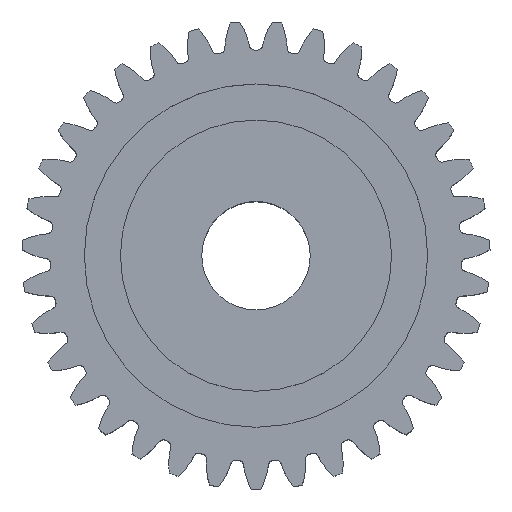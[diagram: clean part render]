
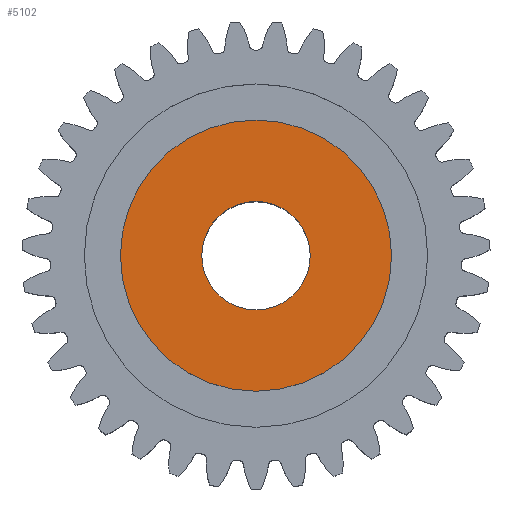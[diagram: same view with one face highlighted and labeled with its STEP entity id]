
A CAD part, top view. The second image highlights one B-rep face of the part: STEP entity #5102.
In plain terms, the highlighted planar face has unit normal (0, 0, 1).
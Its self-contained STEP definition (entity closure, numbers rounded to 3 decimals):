
#778 = CIRCLE ( 'NONE', #837, 3. ) ;
#825 = DIRECTION ( 'NONE',  ( 1., 0., 0. ) ) ;
#837 = AXIS2_PLACEMENT_3D ( 'NONE', #847, #846, #825 ) ;
#846 = DIRECTION ( 'NONE',  ( 0., 0., 1. ) ) ;
#847 = CARTESIAN_POINT ( 'NONE',  ( 0., 0., 6. ) ) ;
#1280 = PLANE ( 'NONE',  #1299 ) ;
#1281 = FACE_OUTER_BOUND ( 'NONE', #5157, .T. ) ;
#1285 = FACE_BOUND ( 'NONE', #5159, .T. ) ;
#1292 = CARTESIAN_POINT ( 'NONE',  ( 0., 0., 6. ) ) ;
#1297 = CIRCLE ( 'NONE', #1385, 7.5 ) ;
#1299 = AXIS2_PLACEMENT_3D ( 'NONE', #1292, #1384, #1383 ) ;
#1376 = DIRECTION ( 'NONE',  ( 1., 0., 0. ) ) ;
#1377 = DIRECTION ( 'NONE',  ( 0., 0., 1. ) ) ;
#1378 = CARTESIAN_POINT ( 'NONE',  ( 0., 0., 6. ) ) ;
#1383 = DIRECTION ( 'NONE',  ( 1., 0., 0. ) ) ;
#1384 = DIRECTION ( 'NONE',  ( 0., 0., 1. ) ) ;
#1385 = AXIS2_PLACEMENT_3D ( 'NONE', #1378, #1377, #1376 ) ;
#3589 = VERTEX_POINT ( 'NONE', #7079 ) ;
#3596 = VERTEX_POINT ( 'NONE', #7196 ) ;
#3597 = EDGE_CURVE ( 'NONE', #3596, #3589, #7102, .T. ) ;
#3709 = VERTEX_POINT ( 'NONE', #7515 ) ;
#3714 = EDGE_CURVE ( 'NONE', #3718, #3709, #7355, .T. ) ;
#3718 = VERTEX_POINT ( 'NONE', #7353 ) ;
#5102 = ADVANCED_FACE ( 'NONE', ( #1285, #1281 ), #1280, .T. ) ;
#5103 = EDGE_CURVE ( 'NONE', #3589, #3596, #1297, .T. ) ;
#5104 = ORIENTED_EDGE ( 'NONE', *, *, #5110, .F. ) ;
#5110 = EDGE_CURVE ( 'NONE', #3709, #3718, #778, .T. ) ;
#5113 = ORIENTED_EDGE ( 'NONE', *, *, #5103, .T. ) ;
#5157 = EDGE_LOOP ( 'NONE', ( #5113, #5164 ) ) ;
#5159 = EDGE_LOOP ( 'NONE', ( #5104, #5167 ) ) ;
#5164 = ORIENTED_EDGE ( 'NONE', *, *, #3597, .T. ) ;
#5167 = ORIENTED_EDGE ( 'NONE', *, *, #3714, .F. ) ;
#7079 = CARTESIAN_POINT ( 'NONE',  ( -7.5, 0., 6. ) ) ;
#7102 = CIRCLE ( 'NONE', #7185, 7.5 ) ;
#7136 = DIRECTION ( 'NONE',  ( 1., 0., 0. ) ) ;
#7137 = DIRECTION ( 'NONE',  ( 0., 0., 1. ) ) ;
#7138 = CARTESIAN_POINT ( 'NONE',  ( 0., 0., 6. ) ) ;
#7185 = AXIS2_PLACEMENT_3D ( 'NONE', #7138, #7137, #7136 ) ;
#7196 = CARTESIAN_POINT ( 'NONE',  ( 7.5, 0., 6. ) ) ;
#7320 = DIRECTION ( 'NONE',  ( 1., 0., 0. ) ) ;
#7321 = DIRECTION ( 'NONE',  ( 0., 0., 1. ) ) ;
#7322 = CARTESIAN_POINT ( 'NONE',  ( 0., 0., 6. ) ) ;
#7323 = AXIS2_PLACEMENT_3D ( 'NONE', #7322, #7321, #7320 ) ;
#7353 = CARTESIAN_POINT ( 'NONE',  ( -3., 0., 6. ) ) ;
#7355 = CIRCLE ( 'NONE', #7323, 3. ) ;
#7515 = CARTESIAN_POINT ( 'NONE',  ( 3., 0., 6. ) ) ;
